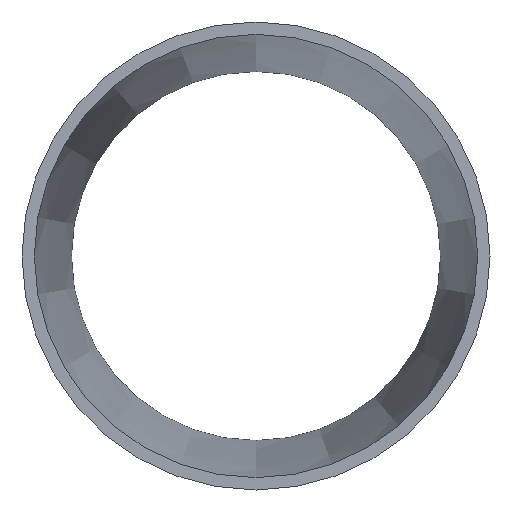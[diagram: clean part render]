
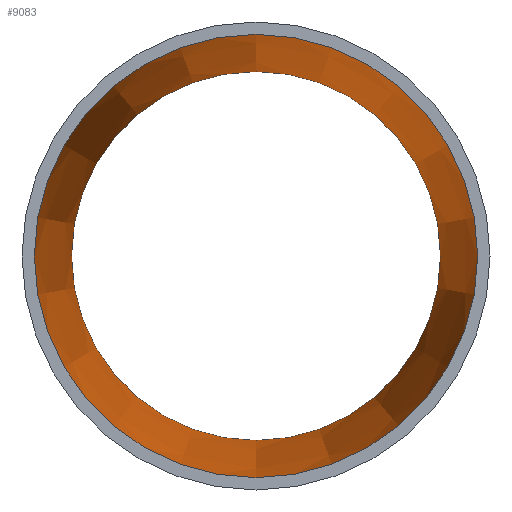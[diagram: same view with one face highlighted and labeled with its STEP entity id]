
A CAD part, front view. The second image highlights one B-rep face of the part: STEP entity #9083.
In plain terms, the highlighted conical face has half-angle 3.846 degrees and reference radius 36.045 mm.
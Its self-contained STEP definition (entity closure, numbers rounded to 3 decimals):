
#354 = EDGE_CURVE ( 'NONE', #8820, #8820, #14351, .T. ) ;
#443 = DIRECTION ( 'NONE',  ( 0., -1., 0. ) ) ;
#2738 = CARTESIAN_POINT ( 'NONE',  ( 0., 90., -29.995 ) ) ;
#4003 = AXIS2_PLACEMENT_3D ( 'NONE', #21560, #443, #15502 ) ;
#4082 = DIRECTION ( 'NONE',  ( 0., 0., -1. ) ) ;
#4196 = EDGE_CURVE ( 'NONE', #17787, #17787, #4869, .T. ) ;
#4392 = FACE_BOUND ( 'NONE', #12708, .T. ) ;
#4869 = CIRCLE ( 'NONE', #8044, 36.045 ) ;
#6706 = DIRECTION ( 'NONE',  ( 0., 0., -1. ) ) ;
#7407 = EDGE_LOOP ( 'NONE', ( #22357 ) ) ;
#7428 = CARTESIAN_POINT ( 'NONE',  ( 0., 90., 0. ) ) ;
#8044 = AXIS2_PLACEMENT_3D ( 'NONE', #11910, #23618, #6706 ) ;
#8465 = AXIS2_PLACEMENT_3D ( 'NONE', #7428, #9802, #4082 ) ;
#8820 = VERTEX_POINT ( 'NONE', #2738 ) ;
#9083 = ADVANCED_FACE ( 'NONE', ( #4392, #11944 ), #20181, .F. ) ;
#9802 = DIRECTION ( 'NONE',  ( 0., -1., 0. ) ) ;
#11910 = CARTESIAN_POINT ( 'NONE',  ( 0., 0., 0. ) ) ;
#11944 = FACE_OUTER_BOUND ( 'NONE', #7407, .T. ) ;
#12708 = EDGE_LOOP ( 'NONE', ( #16156 ) ) ;
#14351 = CIRCLE ( 'NONE', #8465, 29.995 ) ;
#15502 = DIRECTION ( 'NONE',  ( 0., 0., -1. ) ) ;
#15957 = CARTESIAN_POINT ( 'NONE',  ( 0., 0., -36.045 ) ) ;
#16156 = ORIENTED_EDGE ( 'NONE', *, *, #354, .F. ) ;
#17787 = VERTEX_POINT ( 'NONE', #15957 ) ;
#20181 = CONICAL_SURFACE ( 'NONE', #4003, 36.045, 0.067 ) ;
#21560 = CARTESIAN_POINT ( 'NONE',  ( 0., 0., 0. ) ) ;
#22357 = ORIENTED_EDGE ( 'NONE', *, *, #4196, .T. ) ;
#23618 = DIRECTION ( 'NONE',  ( 0., -1., 0. ) ) ;
